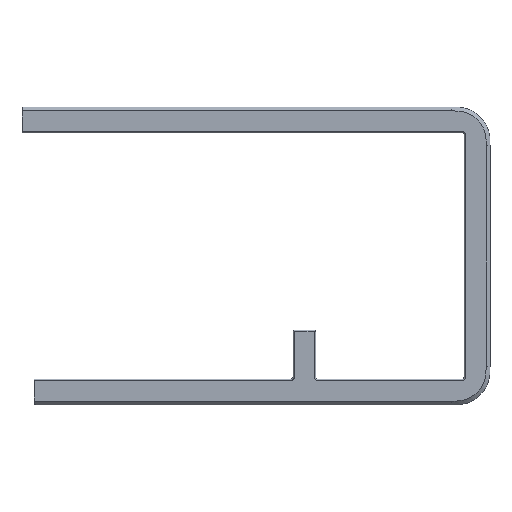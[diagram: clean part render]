
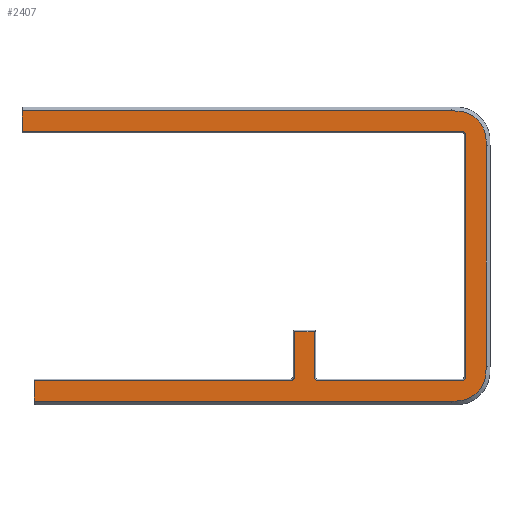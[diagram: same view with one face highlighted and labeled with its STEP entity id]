
A CAD part, top view. The second image highlights one B-rep face of the part: STEP entity #2407.
In plain terms, the highlighted planar face has unit normal (0, 0, 1).
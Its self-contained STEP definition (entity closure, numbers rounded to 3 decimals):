
#22=B_SPLINE_CURVE_WITH_KNOTS('',3,(#3714,#3715,#3716,#3717,#3718,#3719,
#3720,#3721,#3722,#3723,#3724,#3725,#3726,#3727,#3728,#3729,#3730),
 .UNSPECIFIED.,.F.,.F.,(4,1,1,1,1,1,1,1,1,1,1,1,1,1,4),(0.,0.291,
0.583,0.619,0.656,0.729,
0.874,1.02,1.166,1.311,1.384,
1.457,1.603,1.748,2.04),
 .UNSPECIFIED.);
#24=B_SPLINE_CURVE_WITH_KNOTS('',3,(#3820,#3821,#3822,#3823,#3824,#3825,
#3826,#3827,#3828,#3829,#3830,#3831,#3832,#3833,#3834,#3835),
 .UNSPECIFIED.,.F.,.F.,(4,1,1,1,1,1,1,1,1,1,1,1,1,4),(0.,0.291,
0.583,0.619,0.656,0.729,
0.838,0.874,1.166,1.311,1.457,
1.639,1.748,2.04),.UNSPECIFIED.);
#72=CIRCLE('',#2528,1.5);
#74=CIRCLE('',#2534,1.5);
#76=CIRCLE('',#2538,1.5);
#78=CIRCLE('',#2542,1.5);
#185=FACE_OUTER_BOUND('',#319,.T.);
#319=EDGE_LOOP('',(#1719,#1720,#1721,#1722,#1723,#1724,#1725,#1726,#1727,
#1728,#1729,#1730,#1731,#1732,#1733,#1734,#1735,#1736));
#430=LINE('',#3437,#704);
#435=LINE('',#3451,#709);
#438=LINE('',#3457,#712);
#444=LINE('',#3469,#718);
#447=LINE('',#3480,#721);
#451=LINE('',#3492,#725);
#455=LINE('',#3503,#729);
#499=LINE('',#3605,#773);
#507=LINE('',#3624,#781);
#511=LINE('',#3735,#785);
#514=LINE('',#3837,#788);
#516=LINE('',#3842,#790);
#704=VECTOR('',#2740,10.);
#709=VECTOR('',#2753,10.);
#712=VECTOR('',#2758,10.);
#718=VECTOR('',#2766,10.);
#721=VECTOR('',#2777,10.);
#725=VECTOR('',#2789,10.);
#729=VECTOR('',#2801,10.);
#773=VECTOR('',#2887,10.);
#781=VECTOR('',#2899,10.);
#785=VECTOR('',#2905,10.);
#788=VECTOR('',#2910,10.);
#790=VECTOR('',#2916,10.);
#978=VERTEX_POINT('',#3434);
#979=VERTEX_POINT('',#3436);
#982=VERTEX_POINT('',#3444);
#984=VERTEX_POINT('',#3449);
#986=VERTEX_POINT('',#3456);
#988=VERTEX_POINT('',#3462);
#991=VERTEX_POINT('',#3467);
#993=VERTEX_POINT('',#3473);
#995=VERTEX_POINT('',#3478);
#997=VERTEX_POINT('',#3485);
#999=VERTEX_POINT('',#3490);
#1001=VERTEX_POINT('',#3497);
#1039=VERTEX_POINT('',#3604);
#1047=VERTEX_POINT('',#3621);
#1048=VERTEX_POINT('',#3623);
#1050=VERTEX_POINT('',#3712);
#1052=VERTEX_POINT('',#3733);
#1054=VERTEX_POINT('',#3818);
#1212=EDGE_CURVE('',#978,#979,#430,.T.);
#1217=EDGE_CURVE('',#982,#978,#72,.T.);
#1219=EDGE_CURVE('',#984,#982,#435,.T.);
#1222=EDGE_CURVE('',#979,#986,#438,.T.);
#1228=EDGE_CURVE('',#991,#988,#444,.T.);
#1231=EDGE_CURVE('',#993,#991,#74,.T.);
#1233=EDGE_CURVE('',#995,#993,#447,.T.);
#1237=EDGE_CURVE('',#997,#995,#76,.T.);
#1239=EDGE_CURVE('',#999,#997,#451,.T.);
#1243=EDGE_CURVE('',#1001,#999,#78,.T.);
#1245=EDGE_CURVE('',#986,#1001,#455,.T.);
#1296=EDGE_CURVE('',#1039,#988,#499,.T.);
#1305=EDGE_CURVE('',#1047,#1048,#507,.T.);
#1309=EDGE_CURVE('',#1050,#1047,#22,.T.);
#1311=EDGE_CURVE('',#1052,#1050,#511,.T.);
#1315=EDGE_CURVE('',#1054,#1052,#24,.T.);
#1316=EDGE_CURVE('',#1039,#1054,#514,.T.);
#1319=EDGE_CURVE('',#984,#1048,#516,.T.);
#1719=ORIENTED_EDGE('',*,*,#1219,.F.);
#1720=ORIENTED_EDGE('',*,*,#1319,.T.);
#1721=ORIENTED_EDGE('',*,*,#1305,.F.);
#1722=ORIENTED_EDGE('',*,*,#1309,.F.);
#1723=ORIENTED_EDGE('',*,*,#1311,.F.);
#1724=ORIENTED_EDGE('',*,*,#1315,.F.);
#1725=ORIENTED_EDGE('',*,*,#1316,.F.);
#1726=ORIENTED_EDGE('',*,*,#1296,.T.);
#1727=ORIENTED_EDGE('',*,*,#1228,.F.);
#1728=ORIENTED_EDGE('',*,*,#1231,.F.);
#1729=ORIENTED_EDGE('',*,*,#1233,.F.);
#1730=ORIENTED_EDGE('',*,*,#1237,.F.);
#1731=ORIENTED_EDGE('',*,*,#1239,.F.);
#1732=ORIENTED_EDGE('',*,*,#1243,.F.);
#1733=ORIENTED_EDGE('',*,*,#1245,.F.);
#1734=ORIENTED_EDGE('',*,*,#1222,.F.);
#1735=ORIENTED_EDGE('',*,*,#1212,.F.);
#1736=ORIENTED_EDGE('',*,*,#1217,.F.);
#2308=PLANE('',#2570);
#2407=ADVANCED_FACE('',(#185),#2308,.T.);
#2528=AXIS2_PLACEMENT_3D('',#3446,#2748,#2749);
#2534=AXIS2_PLACEMENT_3D('',#3475,#2772,#2773);
#2538=AXIS2_PLACEMENT_3D('',#3487,#2784,#2785);
#2542=AXIS2_PLACEMENT_3D('',#3499,#2796,#2797);
#2570=AXIS2_PLACEMENT_3D('',#3841,#2914,#2915);
#2740=DIRECTION('',(0.,1.,0.));
#2748=DIRECTION('center_axis',(0.,0.,1.));
#2749=DIRECTION('ref_axis',(0.707,-0.707,0.));
#2753=DIRECTION('',(1.,0.,0.));
#2758=DIRECTION('',(1.,0.,0.));
#2766=DIRECTION('',(-1.,0.,0.));
#2772=DIRECTION('center_axis',(0.,0.,1.));
#2773=DIRECTION('ref_axis',(0.707,0.707,0.));
#2777=DIRECTION('',(0.,1.,0.));
#2784=DIRECTION('center_axis',(0.,0.,1.));
#2785=DIRECTION('ref_axis',(0.707,-0.707,0.));
#2789=DIRECTION('',(1.,0.,0.));
#2796=DIRECTION('center_axis',(0.,0.,1.));
#2797=DIRECTION('ref_axis',(-0.707,-0.707,0.));
#2801=DIRECTION('',(0.,-1.,0.));
#2887=DIRECTION('',(0.,-1.,0.));
#2899=DIRECTION('',(-1.,0.,0.));
#2905=DIRECTION('',(0.,-1.,0.));
#2910=DIRECTION('',(1.,0.,0.));
#2914=DIRECTION('center_axis',(0.,0.,1.));
#2915=DIRECTION('ref_axis',(1.,0.,0.));
#2916=DIRECTION('',(0.,-1.,0.));
#3434=CARTESIAN_POINT('',(96.125,-85.1,7.9));
#3436=CARTESIAN_POINT('',(96.125,-67.55,7.9));
#3437=CARTESIAN_POINT('',(96.125,-52.575,7.9));
#3444=CARTESIAN_POINT('',(94.625,-86.6,7.9));
#3446=CARTESIAN_POINT('Origin',(94.625,-85.1,7.9));
#3449=CARTESIAN_POINT('',(-5.138,-86.6,7.9));
#3451=CARTESIAN_POINT('',(88.412,-86.6,7.9));
#3456=CARTESIAN_POINT('',(103.9,-67.55,7.9));
#3457=CARTESIAN_POINT('',(92.8,-67.55,7.9));
#3462=CARTESIAN_POINT('',(-9.9,10.4,7.9));
#3467=CARTESIAN_POINT('',(161.3,10.4,7.9));
#3469=CARTESIAN_POINT('',(35.65,10.4,7.9));
#3473=CARTESIAN_POINT('',(162.8,8.9,7.9));
#3475=CARTESIAN_POINT('Origin',(161.3,8.9,7.9));
#3478=CARTESIAN_POINT('',(162.8,-85.1,7.9));
#3480=CARTESIAN_POINT('',(162.8,-14.1,7.9));
#3485=CARTESIAN_POINT('',(161.3,-86.6,7.9));
#3487=CARTESIAN_POINT('Origin',(161.3,-85.1,7.9));
#3490=CARTESIAN_POINT('',(105.4,-86.6,7.9));
#3492=CARTESIAN_POINT('',(121.75,-86.6,7.9));
#3497=CARTESIAN_POINT('',(103.9,-85.1,7.9));
#3499=CARTESIAN_POINT('Origin',(105.4,-85.1,7.9));
#3503=CARTESIAN_POINT('',(103.9,-62.1,7.9));
#3604=CARTESIAN_POINT('',(-9.9,18.4,7.9));
#3605=CARTESIAN_POINT('',(-9.9,19.9,7.9));
#3621=CARTESIAN_POINT('',(157.3,-94.6,7.9));
#3623=CARTESIAN_POINT('',(-5.138,-94.6,7.9));
#3624=CARTESIAN_POINT('',(38.031,-94.6,7.9));
#3712=CARTESIAN_POINT('',(170.8,-81.1,7.9));
#3714=CARTESIAN_POINT('Ctrl Pts',(170.8,-81.1,7.9));
#3715=CARTESIAN_POINT('Ctrl Pts',(170.8,-82.071,7.9));
#3716=CARTESIAN_POINT('Ctrl Pts',(170.797,-83.981,7.9));
#3717=CARTESIAN_POINT('Ctrl Pts',(170.411,-86.026,7.9));
#3718=CARTESIAN_POINT('Ctrl Pts',(169.965,-87.224,7.9));
#3719=CARTESIAN_POINT('Ctrl Pts',(169.772,-87.691,7.9));
#3720=CARTESIAN_POINT('Ctrl Pts',(169.391,-88.492,7.9));
#3721=CARTESIAN_POINT('Ctrl Pts',(168.719,-89.588,7.9));
#3722=CARTESIAN_POINT('Ctrl Pts',(167.716,-90.832,7.9));
#3723=CARTESIAN_POINT('Ctrl Pts',(166.432,-92.046,7.9));
#3724=CARTESIAN_POINT('Ctrl Pts',(165.16,-92.932,7.9));
#3725=CARTESIAN_POINT('Ctrl Pts',(164.016,-93.524,7.9));
#3726=CARTESIAN_POINT('Ctrl Pts',(162.918,-93.975,7.9));
#3727=CARTESIAN_POINT('Ctrl Pts',(161.612,-94.329,7.9));
#3728=CARTESIAN_POINT('Ctrl Pts',(159.721,-94.593,7.9));
#3729=CARTESIAN_POINT('Ctrl Pts',(158.281,-94.6,7.9));
#3730=CARTESIAN_POINT('Ctrl Pts',(157.3,-94.6,7.9));
#3733=CARTESIAN_POINT('',(170.8,4.9,7.9));
#3735=CARTESIAN_POINT('',(170.8,-67.1,7.9));
#3818=CARTESIAN_POINT('',(157.3,18.4,7.9));
#3820=CARTESIAN_POINT('Ctrl Pts',(157.3,18.4,7.9));
#3821=CARTESIAN_POINT('Ctrl Pts',(158.271,18.4,7.9));
#3822=CARTESIAN_POINT('Ctrl Pts',(160.175,18.398,7.9));
#3823=CARTESIAN_POINT('Ctrl Pts',(162.226,18.012,7.9));
#3824=CARTESIAN_POINT('Ctrl Pts',(163.425,17.565,7.9));
#3825=CARTESIAN_POINT('Ctrl Pts',(163.892,17.372,7.9));
#3826=CARTESIAN_POINT('Ctrl Pts',(164.578,17.045,7.9));
#3827=CARTESIAN_POINT('Ctrl Pts',(165.241,16.655,7.9));
#3828=CARTESIAN_POINT('Ctrl Pts',(166.525,15.777,7.9));
#3829=CARTESIAN_POINT('Ctrl Pts',(167.88,14.553,7.9));
#3830=CARTESIAN_POINT('Ctrl Pts',(169.323,12.489,7.9));
#3831=CARTESIAN_POINT('Ctrl Pts',(170.181,10.617,7.9));
#3832=CARTESIAN_POINT('Ctrl Pts',(170.548,9.097,7.9));
#3833=CARTESIAN_POINT('Ctrl Pts',(170.799,7.199,7.9));
#3834=CARTESIAN_POINT('Ctrl Pts',(170.8,5.881,7.9));
#3835=CARTESIAN_POINT('Ctrl Pts',(170.8,4.9,7.9));
#3837=CARTESIAN_POINT('',(126.75,18.4,7.9));
#3841=CARTESIAN_POINT('Origin',(81.2,-38.1,7.9));
#3842=CARTESIAN_POINT('',(-5.138,-86.1,7.9));
